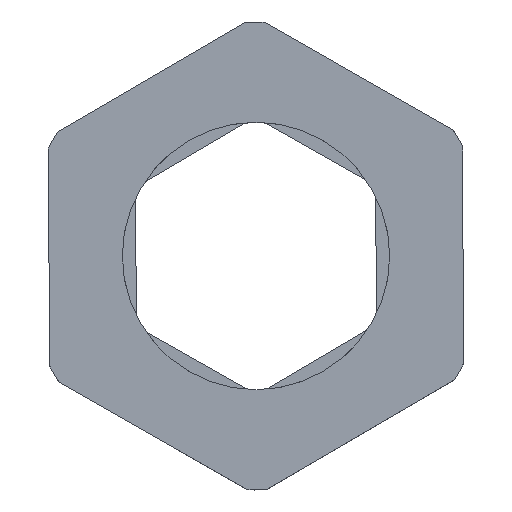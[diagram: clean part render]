
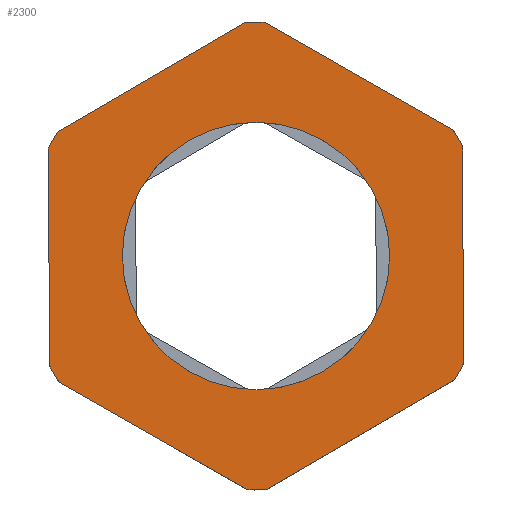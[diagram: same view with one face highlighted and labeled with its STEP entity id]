
A CAD part, top view. The second image highlights one B-rep face of the part: STEP entity #2300.
In plain terms, the highlighted planar face has unit normal (0, 0, 1).
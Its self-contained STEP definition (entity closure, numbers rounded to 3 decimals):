
#20=FACE_BOUND('',#452,.T.);
#112=CIRCLE('',#2338,20.);
#187=CIRCLE('',#2531,35.);
#188=CIRCLE('',#2533,35.);
#189=CIRCLE('',#2534,35.);
#190=CIRCLE('',#2535,35.);
#191=CIRCLE('',#2536,35.);
#192=CIRCLE('',#2537,35.);
#314=FACE_OUTER_BOUND('',#451,.T.);
#451=EDGE_LOOP('',(#1998,#1999,#2000,#2001,#2002,#2003,#2004,#2005,#2006,
#2007,#2008,#2009));
#452=EDGE_LOOP('',(#2010));
#651=LINE('',#3908,#857);
#656=LINE('',#3923,#862);
#657=LINE('',#3927,#863);
#658=LINE('',#3931,#864);
#659=LINE('',#3935,#865);
#660=LINE('',#3938,#866);
#857=VECTOR('',#3137,10.);
#862=VECTOR('',#3154,10.);
#863=VECTOR('',#3157,10.);
#864=VECTOR('',#3160,10.);
#865=VECTOR('',#3163,10.);
#866=VECTOR('',#3166,10.);
#889=VERTEX_POINT('',#3235);
#1048=VERTEX_POINT('',#3905);
#1049=VERTEX_POINT('',#3907);
#1051=VERTEX_POINT('',#3916);
#1052=VERTEX_POINT('',#3920);
#1053=VERTEX_POINT('',#3922);
#1054=VERTEX_POINT('',#3924);
#1055=VERTEX_POINT('',#3926);
#1056=VERTEX_POINT('',#3928);
#1057=VERTEX_POINT('',#3930);
#1058=VERTEX_POINT('',#3932);
#1059=VERTEX_POINT('',#3934);
#1060=VERTEX_POINT('',#3936);
#1073=EDGE_CURVE('',#889,#889,#112,.T.);
#1372=EDGE_CURVE('',#1049,#1048,#651,.T.);
#1377=EDGE_CURVE('',#1049,#1051,#187,.T.);
#1379=EDGE_CURVE('',#1052,#1048,#188,.T.);
#1380=EDGE_CURVE('',#1052,#1053,#656,.T.);
#1381=EDGE_CURVE('',#1054,#1053,#189,.T.);
#1382=EDGE_CURVE('',#1054,#1055,#657,.T.);
#1383=EDGE_CURVE('',#1056,#1055,#190,.T.);
#1384=EDGE_CURVE('',#1056,#1057,#658,.T.);
#1385=EDGE_CURVE('',#1058,#1057,#191,.T.);
#1386=EDGE_CURVE('',#1058,#1059,#659,.T.);
#1387=EDGE_CURVE('',#1060,#1059,#192,.T.);
#1388=EDGE_CURVE('',#1060,#1051,#660,.T.);
#1998=ORIENTED_EDGE('',*,*,#1372,.T.);
#1999=ORIENTED_EDGE('',*,*,#1379,.F.);
#2000=ORIENTED_EDGE('',*,*,#1380,.T.);
#2001=ORIENTED_EDGE('',*,*,#1381,.F.);
#2002=ORIENTED_EDGE('',*,*,#1382,.T.);
#2003=ORIENTED_EDGE('',*,*,#1383,.F.);
#2004=ORIENTED_EDGE('',*,*,#1384,.T.);
#2005=ORIENTED_EDGE('',*,*,#1385,.F.);
#2006=ORIENTED_EDGE('',*,*,#1386,.T.);
#2007=ORIENTED_EDGE('',*,*,#1387,.F.);
#2008=ORIENTED_EDGE('',*,*,#1388,.T.);
#2009=ORIENTED_EDGE('',*,*,#1377,.F.);
#2010=ORIENTED_EDGE('',*,*,#1073,.T.);
#2169=PLANE('',#2532);
#2300=ADVANCED_FACE('',(#314,#20),#2169,.T.);
#2338=AXIS2_PLACEMENT_3D('',#3237,#2580,#2581);
#2531=AXIS2_PLACEMENT_3D('',#3917,#3147,#3148);
#2532=AXIS2_PLACEMENT_3D('',#3919,#3150,#3151);
#2533=AXIS2_PLACEMENT_3D('',#3921,#3152,#3153);
#2534=AXIS2_PLACEMENT_3D('',#3925,#3155,#3156);
#2535=AXIS2_PLACEMENT_3D('',#3929,#3158,#3159);
#2536=AXIS2_PLACEMENT_3D('',#3933,#3161,#3162);
#2537=AXIS2_PLACEMENT_3D('',#3937,#3164,#3165);
#2580=DIRECTION('center_axis',(0.,0.,-1.));
#2581=DIRECTION('ref_axis',(1.,0.,0.));
#3137=DIRECTION('',(-0.005,1.,0.));
#3147=DIRECTION('center_axis',(0.,0.,-1.));
#3148=DIRECTION('ref_axis',(1.,0.,0.));
#3150=DIRECTION('center_axis',(0.,0.,1.));
#3151=DIRECTION('ref_axis',(1.,0.,0.));
#3152=DIRECTION('center_axis',(0.,0.,-1.));
#3153=DIRECTION('ref_axis',(1.,0.,0.));
#3154=DIRECTION('',(-0.868,0.496,0.));
#3155=DIRECTION('center_axis',(0.,0.,-1.));
#3156=DIRECTION('ref_axis',(1.,0.,0.));
#3157=DIRECTION('',(-0.864,-0.504,0.));
#3158=DIRECTION('center_axis',(0.,0.,-1.));
#3159=DIRECTION('ref_axis',(1.,0.,0.));
#3160=DIRECTION('',(0.005,-1.,0.));
#3161=DIRECTION('center_axis',(0.,0.,-1.));
#3162=DIRECTION('ref_axis',(1.,0.,0.));
#3163=DIRECTION('',(0.868,-0.496,0.));
#3164=DIRECTION('center_axis',(0.,0.,-1.));
#3165=DIRECTION('ref_axis',(1.,0.,0.));
#3166=DIRECTION('',(0.864,0.504,0.));
#3235=CARTESIAN_POINT('',(0.,-20.,5.));
#3237=CARTESIAN_POINT('Origin',(0.,0.,5.));
#3905=CARTESIAN_POINT('',(30.893,16.45,5.));
#3907=CARTESIAN_POINT('',(31.052,-16.149,5.));
#3908=CARTESIAN_POINT('',(30.927,9.5,5.));
#3916=CARTESIAN_POINT('',(29.693,-18.529,5.));
#3917=CARTESIAN_POINT('Origin',(0.,0.,5.));
#3919=CARTESIAN_POINT('Origin',(0.,35.,5.));
#3920=CARTESIAN_POINT('',(29.511,18.817,5.));
#3921=CARTESIAN_POINT('Origin',(0.,0.,5.));
#3922=CARTESIAN_POINT('',(1.2,34.979,5.));
#3923=CARTESIAN_POINT('',(14.899,27.159,5.));
#3924=CARTESIAN_POINT('',(-1.54,34.966,5.));
#3925=CARTESIAN_POINT('Origin',(0.,0.,5.));
#3926=CARTESIAN_POINT('',(-29.693,18.529,5.));
#3927=CARTESIAN_POINT('',(-0.959,35.306,5.));
#3928=CARTESIAN_POINT('',(-31.052,16.149,5.));
#3929=CARTESIAN_POINT('Origin',(0.,0.,5.));
#3930=CARTESIAN_POINT('',(-30.893,-16.45,5.));
#3931=CARTESIAN_POINT('',(-31.097,25.499,5.));
#3932=CARTESIAN_POINT('',(-29.511,-18.817,5.));
#3933=CARTESIAN_POINT('Origin',(0.,0.,5.));
#3934=CARTESIAN_POINT('',(-1.2,-34.979,5.));
#3935=CARTESIAN_POINT('',(-29.968,-18.556,5.));
#3936=CARTESIAN_POINT('',(1.54,-34.966,5.));
#3937=CARTESIAN_POINT('Origin',(0.,0.,5.));
#3938=CARTESIAN_POINT('',(16.198,-26.408,5.));
